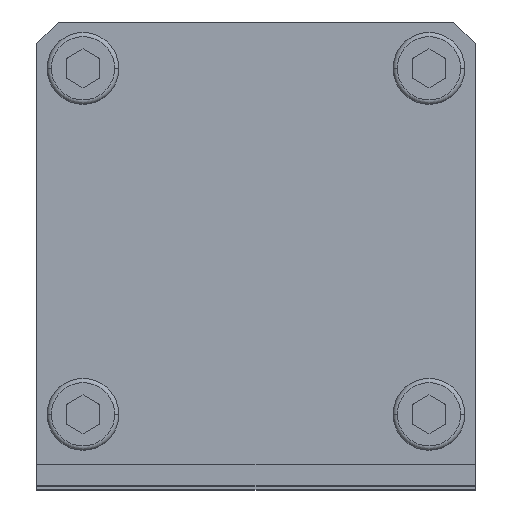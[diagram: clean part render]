
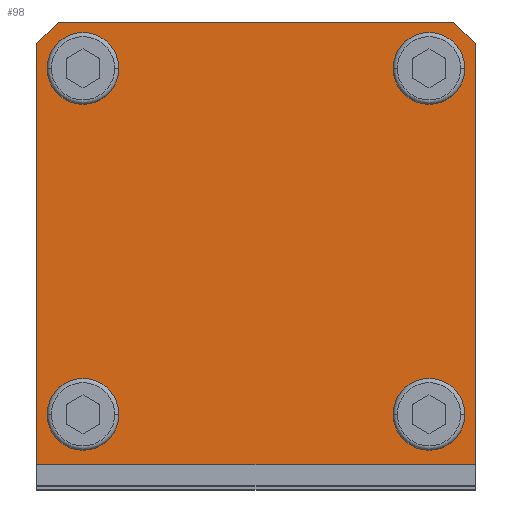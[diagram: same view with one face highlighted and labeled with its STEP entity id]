
A CAD part, top view. The second image highlights one B-rep face of the part: STEP entity #98.
In plain terms, the highlighted planar face has unit normal (0, 0, 1).
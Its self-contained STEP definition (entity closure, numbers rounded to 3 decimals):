
#98=ADVANCED_FACE('',(#297,#298,#299,#300,#301),#302,.T.);
#297=FACE_BOUND('',#657,.T.);
#298=FACE_BOUND('',#658,.T.);
#299=FACE_OUTER_BOUND('',#659,.T.);
#300=FACE_BOUND('',#660,.T.);
#301=FACE_BOUND('',#661,.T.);
#302=PLANE('',#662);
#657=EDGE_LOOP('',(#1200,#1201));
#658=EDGE_LOOP('',(#1202,#1203));
#659=EDGE_LOOP('',(#1204,#1205,#1206,#1207,#1208,#1209));
#660=EDGE_LOOP('',(#1210,#1211));
#661=EDGE_LOOP('',(#1212,#1213));
#662=AXIS2_PLACEMENT_3D('',#1214,#1215,#1216);
#1200=ORIENTED_EDGE('',*,*,#2280,.T.);
#1201=ORIENTED_EDGE('',*,*,#2346,.T.);
#1202=ORIENTED_EDGE('',*,*,#2246,.T.);
#1203=ORIENTED_EDGE('',*,*,#2347,.T.);
#1204=ORIENTED_EDGE('',*,*,#2348,.F.);
#1205=ORIENTED_EDGE('',*,*,#2349,.T.);
#1206=ORIENTED_EDGE('',*,*,#2350,.T.);
#1207=ORIENTED_EDGE('',*,*,#2351,.T.);
#1208=ORIENTED_EDGE('',*,*,#2352,.F.);
#1209=ORIENTED_EDGE('',*,*,#2353,.F.);
#1210=ORIENTED_EDGE('',*,*,#2263,.T.);
#1211=ORIENTED_EDGE('',*,*,#2354,.T.);
#1212=ORIENTED_EDGE('',*,*,#2297,.T.);
#1213=ORIENTED_EDGE('',*,*,#2345,.T.);
#1214=CARTESIAN_POINT('',(-26.0,-0.25,122.5));
#1215=DIRECTION('',(0.,0.0,1.0));
#1216=DIRECTION('',(0.0,-1.0,0.0));
#2246=EDGE_CURVE('',#2643,#2649,#2651,.T.);
#2263=EDGE_CURVE('',#2675,#2681,#2683,.T.);
#2280=EDGE_CURVE('',#2707,#2713,#2715,.T.);
#2297=EDGE_CURVE('',#2739,#2745,#2747,.T.);
#2345=EDGE_CURVE('',#2745,#2739,#2825,.T.);
#2346=EDGE_CURVE('',#2713,#2707,#2826,.T.);
#2347=EDGE_CURVE('',#2649,#2643,#2827,.T.);
#2348=EDGE_CURVE('',#2828,#2829,#2830,.T.);
#2349=EDGE_CURVE('',#2828,#2831,#2832,.T.);
#2350=EDGE_CURVE('',#2831,#2833,#2834,.T.);
#2351=EDGE_CURVE('',#2833,#2835,#2836,.T.);
#2352=EDGE_CURVE('',#2837,#2835,#2838,.T.);
#2353=EDGE_CURVE('',#2829,#2837,#2839,.T.);
#2354=EDGE_CURVE('',#2681,#2675,#2840,.T.);
#2643=VERTEX_POINT('',#3307);
#2649=VERTEX_POINT('',#3314);
#2651=CIRCLE('',#3317,4.25);
#2675=VERTEX_POINT('',#3345);
#2681=VERTEX_POINT('',#3352);
#2683=CIRCLE('',#3355,4.25);
#2707=VERTEX_POINT('',#3383);
#2713=VERTEX_POINT('',#3390);
#2715=CIRCLE('',#3393,4.25);
#2739=VERTEX_POINT('',#3421);
#2745=VERTEX_POINT('',#3428);
#2747=CIRCLE('',#3431,4.25);
#2825=CIRCLE('',#3535,4.25);
#2826=CIRCLE('',#3536,4.25);
#2827=CIRCLE('',#3537,4.25);
#2828=VERTEX_POINT('',#3538);
#2829=VERTEX_POINT('',#3539);
#2830=LINE('',#3540,#3541);
#2831=VERTEX_POINT('',#3542);
#2832=LINE('',#3543,#3544);
#2833=VERTEX_POINT('',#3545);
#2834=LINE('',#3546,#3547);
#2835=VERTEX_POINT('',#3548);
#2836=LINE('',#3549,#3550);
#2837=VERTEX_POINT('',#3551);
#2838=LINE('',#3552,#3553);
#2839=LINE('',#3554,#3555);
#2840=CIRCLE('',#3556,4.25);
#3307=CARTESIAN_POINT('',(-20.5,-16.25,122.5));
#3314=CARTESIAN_POINT('',(-20.5,-24.75,122.5));
#3317=AXIS2_PLACEMENT_3D('',#4226,#4227,#4228);
#3345=CARTESIAN_POINT('',(-20.5,24.75,122.5));
#3352=CARTESIAN_POINT('',(-20.5,16.25,122.5));
#3355=AXIS2_PLACEMENT_3D('',#4265,#4266,#4267);
#3383=CARTESIAN_POINT('',(20.5,-16.25,122.5));
#3390=CARTESIAN_POINT('',(20.5,-24.75,122.5));
#3393=AXIS2_PLACEMENT_3D('',#4304,#4305,#4306);
#3421=CARTESIAN_POINT('',(20.5,24.75,122.5));
#3428=CARTESIAN_POINT('',(20.5,16.25,122.5));
#3431=AXIS2_PLACEMENT_3D('',#4343,#4344,#4345);
#3535=AXIS2_PLACEMENT_3D('',#4435,#4436,#4437);
#3536=AXIS2_PLACEMENT_3D('',#4438,#4439,#4440);
#3537=AXIS2_PLACEMENT_3D('',#4441,#4442,#4443);
#3538=CARTESIAN_POINT('',(-26.0,23.4,122.5));
#3539=CARTESIAN_POINT('',(-23.4,26.0,122.5));
#3540=CARTESIAN_POINT('',(-31.263,18.138,122.5));
#3541=VECTOR('',#4444,1.0);
#3542=CARTESIAN_POINT('',(-26.0,-26.5,122.5));
#3543=CARTESIAN_POINT('',(-26.0,26.0,122.5));
#3544=VECTOR('',#4445,1.0);
#3545=CARTESIAN_POINT('',(26.0,-26.5,122.5));
#3546=CARTESIAN_POINT('',(-26.0,-26.5,122.5));
#3547=VECTOR('',#4446,1.0);
#3548=CARTESIAN_POINT('',(26.0,23.4,122.5));
#3549=CARTESIAN_POINT('',(26.0,26.0,122.5));
#3550=VECTOR('',#4447,1.0);
#3551=CARTESIAN_POINT('',(23.4,26.0,122.5));
#3552=CARTESIAN_POINT('',(18.263,31.138,122.5));
#3553=VECTOR('',#4448,1.0);
#3554=CARTESIAN_POINT('',(-26.0,26.0,122.5));
#3555=VECTOR('',#4449,1.0);
#3556=AXIS2_PLACEMENT_3D('',#4450,#4451,#4452);
#4226=CARTESIAN_POINT('',(-20.5,-20.5,122.5));
#4227=DIRECTION('',(0.,0.0,-1.0));
#4228=DIRECTION('',(0.0,1.0,0.0));
#4265=CARTESIAN_POINT('',(-20.5,20.5,122.5));
#4266=DIRECTION('',(0.,0.0,-1.0));
#4267=DIRECTION('',(0.0,1.0,0.0));
#4304=CARTESIAN_POINT('',(20.5,-20.5,122.5));
#4305=DIRECTION('',(0.,0.0,-1.0));
#4306=DIRECTION('',(0.0,1.0,0.0));
#4343=CARTESIAN_POINT('',(20.5,20.5,122.5));
#4344=DIRECTION('',(0.,0.0,-1.0));
#4345=DIRECTION('',(0.0,1.0,0.0));
#4435=CARTESIAN_POINT('',(20.5,20.5,122.5));
#4436=DIRECTION('',(0.,0.0,-1.0));
#4437=DIRECTION('',(0.0,1.0,0.0));
#4438=CARTESIAN_POINT('',(20.5,-20.5,122.5));
#4439=DIRECTION('',(0.,0.0,-1.0));
#4440=DIRECTION('',(0.0,1.0,0.0));
#4441=CARTESIAN_POINT('',(-20.5,-20.5,122.5));
#4442=DIRECTION('',(0.,0.0,-1.0));
#4443=DIRECTION('',(0.0,1.0,0.0));
#4444=DIRECTION('',(0.707,0.707,0.));
#4445=DIRECTION('',(0.0,-1.0,0.0));
#4446=DIRECTION('',(1.0,0.0,0.));
#4447=DIRECTION('',(0.0,1.0,0.0));
#4448=DIRECTION('',(0.707,-0.707,0.));
#4449=DIRECTION('',(1.0,0.0,0.));
#4450=CARTESIAN_POINT('',(-20.5,20.5,122.5));
#4451=DIRECTION('',(0.,0.0,-1.0));
#4452=DIRECTION('',(0.0,1.0,0.0));
